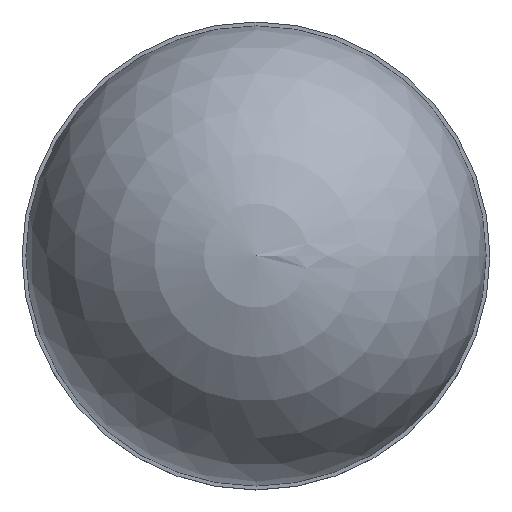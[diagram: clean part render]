
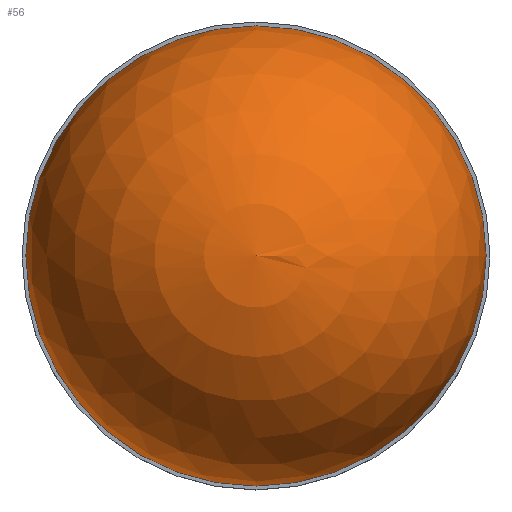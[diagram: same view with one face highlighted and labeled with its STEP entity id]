
A CAD part, top view. The second image highlights one B-rep face of the part: STEP entity #56.
In plain terms, the highlighted spherical face has radius 12.3 mm.
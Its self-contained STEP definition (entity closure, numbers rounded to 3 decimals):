
#56 = ADVANCED_FACE( '', ( #119 ), #120, .T. );
#119 = FACE_OUTER_BOUND( '', #181, .T. );
#120 = SPHERICAL_SURFACE( '', #182, 12.3 );
#181 = EDGE_LOOP( '', ( #255 ) );
#182 = AXIS2_PLACEMENT_3D( '', #256, #257, #258 );
#255 = ORIENTED_EDGE( '', *, *, #305, .F. );
#256 = CARTESIAN_POINT( '', ( 0., 0., 39.7 ) );
#257 = DIRECTION( '', ( 0., 0., 1. ) );
#258 = DIRECTION( '', ( 1., 0., 0. ) );
#305 = EDGE_CURVE( '', #345, #345, #346, .T. );
#345 = VERTEX_POINT( '', #385 );
#346 = CIRCLE( '', #386, 12.294 );
#385 = CARTESIAN_POINT( '', ( -12.294, 0., 39.326 ) );
#386 = AXIS2_PLACEMENT_3D( '', #427, #428, #429 );
#427 = CARTESIAN_POINT( '', ( 0., 0., 39.326 ) );
#428 = DIRECTION( '', ( 0., 0., -1. ) );
#429 = DIRECTION( '', ( -1., 0., 0. ) );
